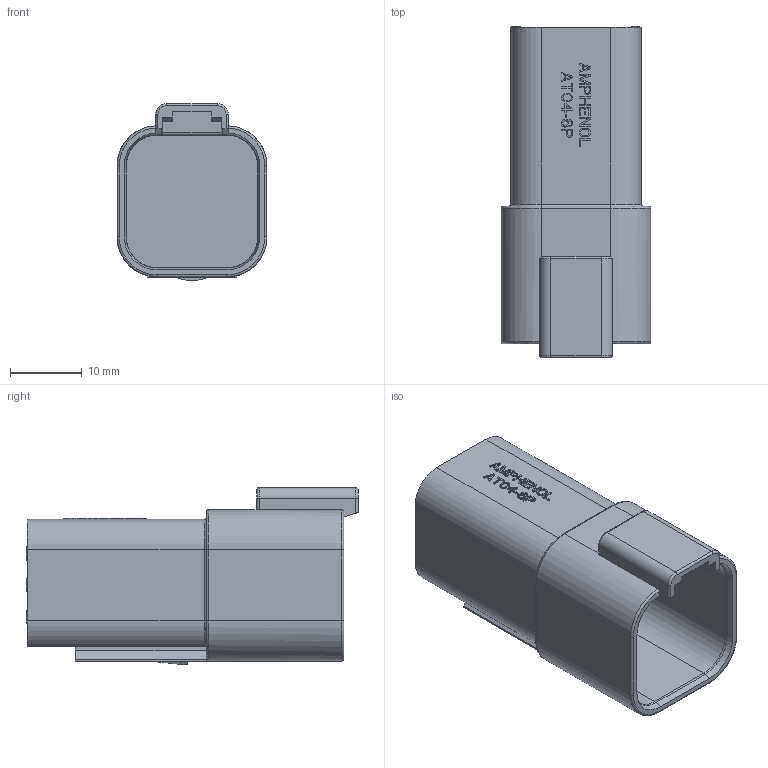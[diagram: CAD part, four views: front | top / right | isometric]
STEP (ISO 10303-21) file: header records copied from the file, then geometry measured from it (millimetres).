
FILE_DESCRIPTION((''),'2;1');
FILE_NAME('26-54223-06P','2016-04-19T',('Jony.xie'),(''),'PRO/ENGINEER BY PARAMETRIC TECHNOLOGY CORPORATION, 2013230','PRO/ENGINEER BY PARAMETRIC TECHNOLOGY CORPORATION, 2013230','');
FILE_SCHEMA(('CONFIG_CONTROL_DESIGN'));
Length unit declared in the file: millimetre
Products named in the file (1): 26-54223-06P
Bounding box: 20.9 x 46.3 x 24.68 mm (x, y, z)
Volume: 10093.2 mm3; surface area: 5709.5 mm2
Topology: 1 solids, 1 shells, 1005 faces, 2772 edges, 1832 vertices
Faces by surface type: plane 903, cylinder 61, torus 34, cone 5, bspline 2
Entity records: 31591 total; most frequent: CARTESIAN_POINT 5798, ORIENTED_EDGE 5544, DIRECTION 4933, EDGE_CURVE 2772, VECTOR 2567, LINE 2567, VERTEX_POINT 1832, AXIS2_PLACEMENT_3D 1183
